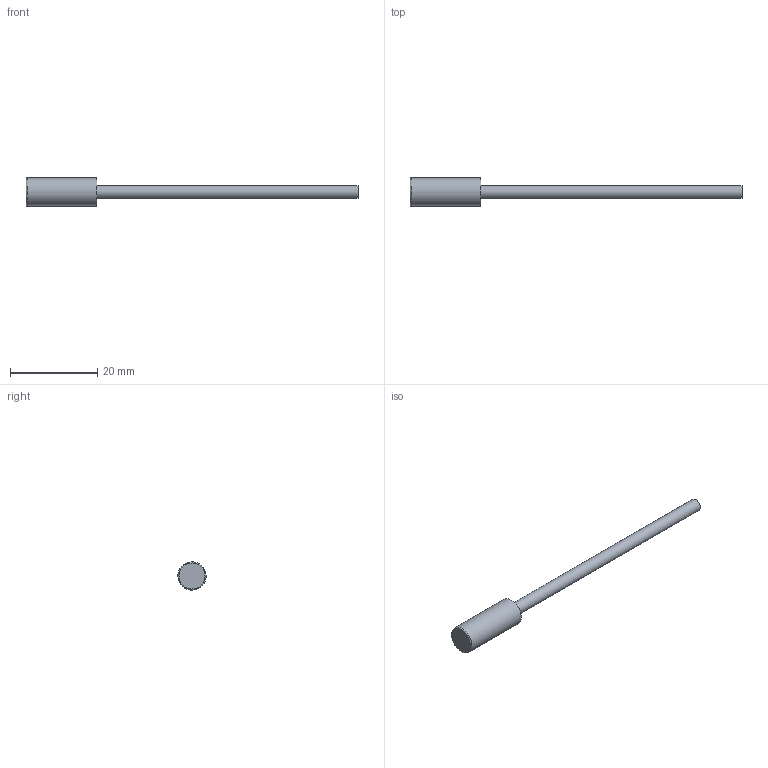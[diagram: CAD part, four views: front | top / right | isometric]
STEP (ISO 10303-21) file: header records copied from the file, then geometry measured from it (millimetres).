
FILE_DESCRIPTION(/* description */ (''),/* implementation_level */ '2;1');
FILE_NAME(/* name */ 'KJ1,5_G6,5EB16.stp',/* time_stamp */ '2026-01-07T13:20:55+01:00',/* author */ ('L43FV9'),/* organization */ (''),/* preprocessor_version */ 'ST-DEVELOPER v20.1',/* originating_system */ 'Autodesk Inventor 2026',/* authorisation */ '');
FILE_SCHEMA (('AUTOMOTIVE_DESIGN { 1 0 10303 214 3 1 1 }'));
Length unit declared in the file: millimetre
Products named in the file (1): KJ1,5_G6,5EB16_Vereinfachen_1
Bounding box: 76.3 x 6.5 x 6.5 mm (x, y, z)
Volume: 950.7 mm3; surface area: 953.1 mm2
Topology: 1 solids, 1 shells, 6 faces, 9 edges, 6 vertices
Faces by surface type: plane 3, cylinder 2, torus 1
Full cylindrical faces by diameter (mm): 2.95 x1, 6.5 x1
Entity records: 216 total; most frequent: DIRECTION 30, CARTESIAN_POINT 22, ORIENTED_EDGE 18, AXIS2_PLACEMENT_3D 14, EDGE_CURVE 9, EDGE_LOOP 7, CIRCLE 7, STYLED_ITEM 7
